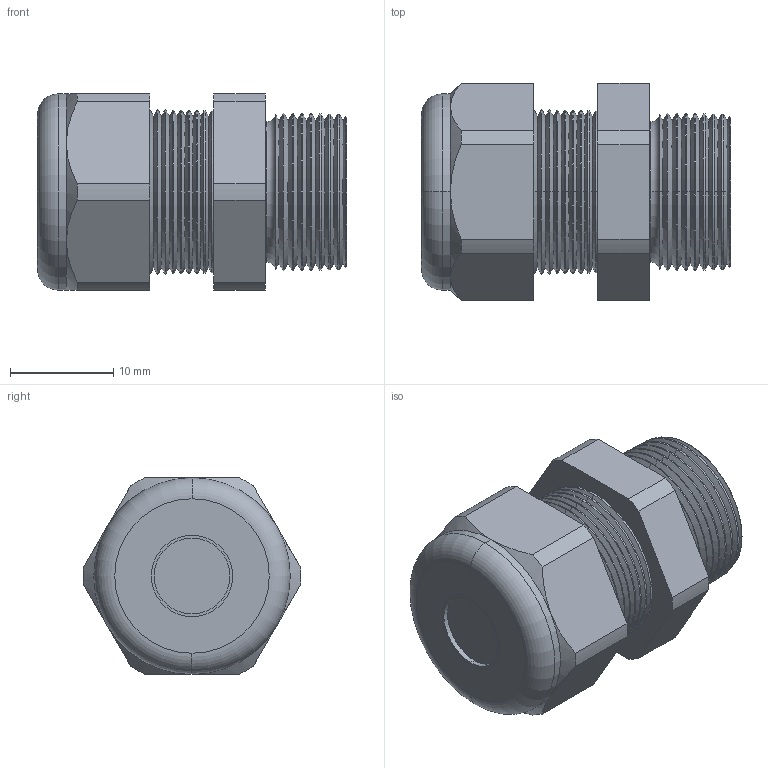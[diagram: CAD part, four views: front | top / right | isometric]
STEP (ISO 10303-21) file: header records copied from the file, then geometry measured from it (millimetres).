
FILE_DESCRIPTION (( 'STEP AP203' ), '1' );
FILE_NAME ('CD16MP-GY.STEP', '2008-11-25T05:18:55', ( 'bay06' ), ( '' ), 'SwSTEP 2.0', 'SolidWorks 2007', '' );
FILE_SCHEMA (( 'CONFIG_CONTROL_DESIGN' ));
Length unit declared in the file: inch
Products named in the file (1): CD16MP-GY
Bounding box: 29.97 x 21.14 x 19.05 mm (x, y, z)
Volume: 5528.6 mm3; surface area: 3941.8 mm2
Topology: 2 solids, 2 shells, 150 faces, 318 edges, 176 vertices
Faces by surface type: cone 104, cylinder 20, plane 20, torus 6
Entity records: 4085 total; most frequent: DIRECTION 766, CARTESIAN_POINT 717, ORIENTED_EDGE 636, EDGE_CURVE 318, AXIS2_PLACEMENT_3D 309, VERTEX_POINT 176, CIRCLE 158, EDGE_LOOP 156
